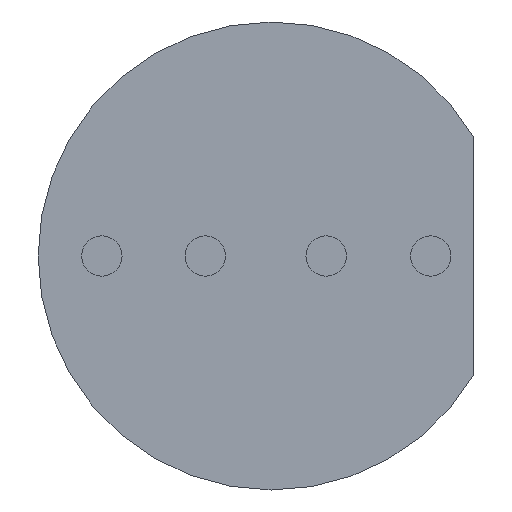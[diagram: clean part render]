
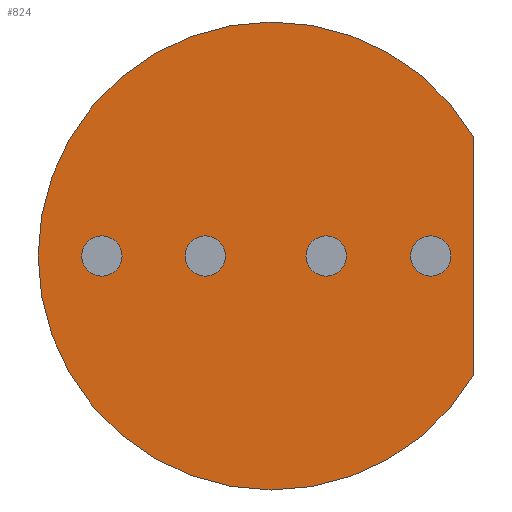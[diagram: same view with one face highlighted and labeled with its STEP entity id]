
A CAD part, front view. The second image highlights one B-rep face of the part: STEP entity #824.
In plain terms, the highlighted planar face has unit normal (0, -1, 0).
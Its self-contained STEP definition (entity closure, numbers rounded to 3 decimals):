
#6 = CIRCLE ( 'NONE', #511, 0.25 ) ;
#8 = DIRECTION ( 'NONE',  ( -1., 0., 0. ) ) ;
#41 = VERTEX_POINT ( 'NONE', #770 ) ;
#49 = EDGE_CURVE ( 'NONE', #41, #185, #191, .T. ) ;
#57 = CARTESIAN_POINT ( 'NONE',  ( -0.829, -6.3, 0. ) ) ;
#69 = FACE_BOUND ( 'NONE', #721, .T. ) ;
#70 = DIRECTION ( 'NONE',  ( 0., -1., 0. ) ) ;
#72 = AXIS2_PLACEMENT_3D ( 'NONE', #151, #695, #549 ) ;
#77 = EDGE_CURVE ( 'NONE', #367, #257, #605, .T. ) ;
#81 = CIRCLE ( 'NONE', #369, 0.25 ) ;
#85 = LINE ( 'NONE', #725, #543 ) ;
#94 = VERTEX_POINT ( 'NONE', #626 ) ;
#97 = EDGE_CURVE ( 'NONE', #578, #407, #779, .T. ) ;
#124 = CIRCLE ( 'NONE', #715, 2.9 ) ;
#127 = AXIS2_PLACEMENT_3D ( 'NONE', #474, #220, #287 ) ;
#131 = EDGE_CURVE ( 'NONE', #739, #367, #124, .T. ) ;
#142 = FACE_OUTER_BOUND ( 'NONE', #807, .T. ) ;
#146 = DIRECTION ( 'NONE',  ( 0., -1., 0. ) ) ;
#150 = ORIENTED_EDGE ( 'NONE', *, *, #376, .F. ) ;
#151 = CARTESIAN_POINT ( 'NONE',  ( 1.966, -6.3, 0. ) ) ;
#156 = AXIS2_PLACEMENT_3D ( 'NONE', #847, #563, #375 ) ;
#159 = CARTESIAN_POINT ( 'NONE',  ( -1.86, -6.3, 0. ) ) ;
#163 = DIRECTION ( 'NONE',  ( -1., 0., 0. ) ) ;
#179 = ORIENTED_EDGE ( 'NONE', *, *, #757, .F. ) ;
#185 = VERTEX_POINT ( 'NONE', #159 ) ;
#187 = DIRECTION ( 'NONE',  ( 0., -1., 0. ) ) ;
#191 = CIRCLE ( 'NONE', #127, 0.25 ) ;
#198 = AXIS2_PLACEMENT_3D ( 'NONE', #467, #323, #388 ) ;
#204 = FACE_BOUND ( 'NONE', #811, .T. ) ;
#217 = CARTESIAN_POINT ( 'NONE',  ( 0., -6.3, 0. ) ) ;
#220 = DIRECTION ( 'NONE',  ( 0., -1., 0. ) ) ;
#229 = ORIENTED_EDGE ( 'NONE', *, *, #352, .F. ) ;
#251 = CIRCLE ( 'NONE', #198, 0.25 ) ;
#256 = CARTESIAN_POINT ( 'NONE',  ( 0.67, -6.3, 0. ) ) ;
#257 = VERTEX_POINT ( 'NONE', #696 ) ;
#279 = CARTESIAN_POINT ( 'NONE',  ( 0., -6.3, 0. ) ) ;
#282 = EDGE_CURVE ( 'NONE', #457, #300, #785, .T. ) ;
#284 = ORIENTED_EDGE ( 'NONE', *, *, #754, .F. ) ;
#286 = CARTESIAN_POINT ( 'NONE',  ( -0.579, -6.3, 0. ) ) ;
#287 = DIRECTION ( 'NONE',  ( -1., 0., 0. ) ) ;
#300 = VERTEX_POINT ( 'NONE', #797 ) ;
#315 = ORIENTED_EDGE ( 'NONE', *, *, #97, .F. ) ;
#321 = CARTESIAN_POINT ( 'NONE',  ( 1.716, -6.3, 0. ) ) ;
#323 = DIRECTION ( 'NONE',  ( 0., -1., 0. ) ) ;
#328 = CARTESIAN_POINT ( 'NONE',  ( 0.67, -6.3, 0. ) ) ;
#347 = EDGE_CURVE ( 'NONE', #94, #858, #81, .T. ) ;
#352 = EDGE_CURVE ( 'NONE', #257, #739, #85, .T. ) ;
#357 = CARTESIAN_POINT ( 'NONE',  ( 0.92, -6.3, 0. ) ) ;
#367 = VERTEX_POINT ( 'NONE', #656 ) ;
#369 = AXIS2_PLACEMENT_3D ( 'NONE', #328, #537, #592 ) ;
#373 = ORIENTED_EDGE ( 'NONE', *, *, #131, .F. ) ;
#375 = DIRECTION ( 'NONE',  ( -1., 0., 0. ) ) ;
#376 = EDGE_CURVE ( 'NONE', #858, #94, #6, .T. ) ;
#378 = AXIS2_PLACEMENT_3D ( 'NONE', #279, #816, #422 ) ;
#385 = FACE_BOUND ( 'NONE', #604, .T. ) ;
#386 = ORIENTED_EDGE ( 'NONE', *, *, #77, .F. ) ;
#388 = DIRECTION ( 'NONE',  ( -1., 0., 0. ) ) ;
#402 = EDGE_CURVE ( 'NONE', #300, #457, #251, .T. ) ;
#407 = VERTEX_POINT ( 'NONE', #461 ) ;
#414 = DIRECTION ( 'NONE',  ( 0., 1., 0. ) ) ;
#422 = DIRECTION ( 'NONE',  ( -1., 0., 0. ) ) ;
#456 = DIRECTION ( 'NONE',  ( -1., 0., 0. ) ) ;
#457 = VERTEX_POINT ( 'NONE', #286 ) ;
#461 = CARTESIAN_POINT ( 'NONE',  ( 2.216, -6.3, 0. ) ) ;
#462 = ORIENTED_EDGE ( 'NONE', *, *, #347, .F. ) ;
#463 = AXIS2_PLACEMENT_3D ( 'NONE', #599, #146, #723 ) ;
#467 = CARTESIAN_POINT ( 'NONE',  ( -0.829, -6.3, 0. ) ) ;
#474 = CARTESIAN_POINT ( 'NONE',  ( -2.11, -6.3, 0. ) ) ;
#495 = PLANE ( 'NONE',  #156 ) ;
#511 = AXIS2_PLACEMENT_3D ( 'NONE', #256, #70, #456 ) ;
#520 = DIRECTION ( 'NONE',  ( 0., -1., 0. ) ) ;
#537 = DIRECTION ( 'NONE',  ( 0., -1., 0. ) ) ;
#543 = VECTOR ( 'NONE', #661, 1000. ) ;
#549 = DIRECTION ( 'NONE',  ( -1., 0., 0. ) ) ;
#563 = DIRECTION ( 'NONE',  ( 0., 1., 0. ) ) ;
#571 = EDGE_LOOP ( 'NONE', ( #848, #842 ) ) ;
#578 = VERTEX_POINT ( 'NONE', #321 ) ;
#580 = AXIS2_PLACEMENT_3D ( 'NONE', #805, #520, #8 ) ;
#584 = FACE_BOUND ( 'NONE', #571, .T. ) ;
#592 = DIRECTION ( 'NONE',  ( -1., 0., 0. ) ) ;
#599 = CARTESIAN_POINT ( 'NONE',  ( -2.11, -6.3, 0. ) ) ;
#604 = EDGE_LOOP ( 'NONE', ( #462, #150 ) ) ;
#605 = CIRCLE ( 'NONE', #378, 2.9 ) ;
#626 = CARTESIAN_POINT ( 'NONE',  ( 0.42, -6.3, 0. ) ) ;
#630 = ORIENTED_EDGE ( 'NONE', *, *, #49, .F. ) ;
#633 = CIRCLE ( 'NONE', #580, 0.25 ) ;
#656 = CARTESIAN_POINT ( 'NONE',  ( -2.9, -6.3, 0. ) ) ;
#661 = DIRECTION ( 'NONE',  ( 0., 0., -1. ) ) ;
#695 = DIRECTION ( 'NONE',  ( 0., -1., 0. ) ) ;
#696 = CARTESIAN_POINT ( 'NONE',  ( 2.5, -6.3, 1.47 ) ) ;
#715 = AXIS2_PLACEMENT_3D ( 'NONE', #217, #414, #163 ) ;
#719 = DIRECTION ( 'NONE',  ( -1., 0., 0. ) ) ;
#721 = EDGE_LOOP ( 'NONE', ( #315, #284 ) ) ;
#723 = DIRECTION ( 'NONE',  ( -1., 0., 0. ) ) ;
#725 = CARTESIAN_POINT ( 'NONE',  ( 2.5, -6.3, -1.47 ) ) ;
#739 = VERTEX_POINT ( 'NONE', #856 ) ;
#754 = EDGE_CURVE ( 'NONE', #407, #578, #633, .T. ) ;
#757 = EDGE_CURVE ( 'NONE', #185, #41, #849, .T. ) ;
#759 = AXIS2_PLACEMENT_3D ( 'NONE', #57, #187, #719 ) ;
#770 = CARTESIAN_POINT ( 'NONE',  ( -2.36, -6.3, 0. ) ) ;
#779 = CIRCLE ( 'NONE', #72, 0.25 ) ;
#785 = CIRCLE ( 'NONE', #759, 0.25 ) ;
#797 = CARTESIAN_POINT ( 'NONE',  ( -1.079, -6.3, 0. ) ) ;
#805 = CARTESIAN_POINT ( 'NONE',  ( 1.966, -6.3, 0. ) ) ;
#807 = EDGE_LOOP ( 'NONE', ( #373, #229, #386 ) ) ;
#811 = EDGE_LOOP ( 'NONE', ( #630, #179 ) ) ;
#816 = DIRECTION ( 'NONE',  ( 0., 1., 0. ) ) ;
#824 = ADVANCED_FACE ( 'NONE', ( #204, #584, #385, #69, #142 ), #495, .F. ) ;
#842 = ORIENTED_EDGE ( 'NONE', *, *, #282, .F. ) ;
#847 = CARTESIAN_POINT ( 'NONE',  ( 0., -6.3, 0. ) ) ;
#848 = ORIENTED_EDGE ( 'NONE', *, *, #402, .F. ) ;
#849 = CIRCLE ( 'NONE', #463, 0.25 ) ;
#856 = CARTESIAN_POINT ( 'NONE',  ( 2.5, -6.3, -1.47 ) ) ;
#858 = VERTEX_POINT ( 'NONE', #357 ) ;
